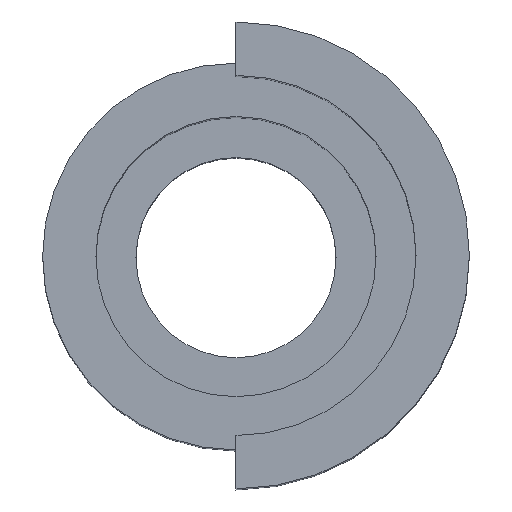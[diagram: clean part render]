
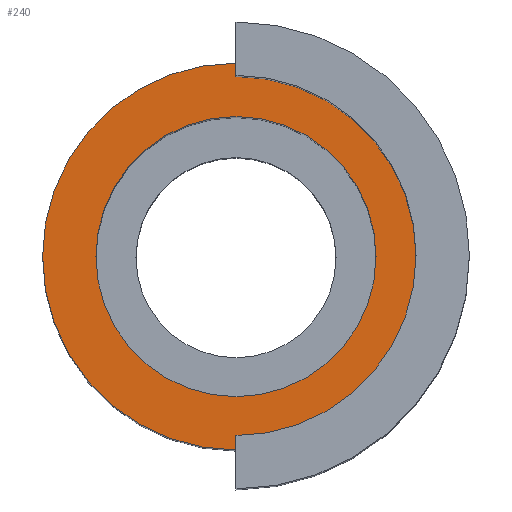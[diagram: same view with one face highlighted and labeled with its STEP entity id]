
A CAD part, top view. The second image highlights one B-rep face of the part: STEP entity #240.
In plain terms, the highlighted planar face has unit normal (0, 0, 1).
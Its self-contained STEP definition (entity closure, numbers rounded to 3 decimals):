
#30=LINE('',#407,#47);
#34=LINE('',#416,#51);
#47=VECTOR('',#333,10.);
#51=VECTOR('',#343,10.);
#58=FACE_BOUND('',#87,.T.);
#71=FACE_OUTER_BOUND('',#86,.T.);
#86=EDGE_LOOP('',(#212,#213,#214,#215));
#87=EDGE_LOOP('',(#216));
#99=CIRCLE('',#270,7.25);
#100=CIRCLE('',#272,6.75);
#103=CIRCLE('',#280,5.25);
#116=VERTEX_POINT('',#391);
#117=VERTEX_POINT('',#394);
#118=VERTEX_POINT('',#398);
#119=VERTEX_POINT('',#399);
#124=VERTEX_POINT('',#420);
#142=EDGE_CURVE('',#116,#117,#99,.T.);
#143=EDGE_CURVE('',#118,#119,#100,.T.);
#147=EDGE_CURVE('',#119,#116,#30,.T.);
#152=EDGE_CURVE('',#117,#118,#34,.T.);
#154=EDGE_CURVE('',#124,#124,#103,.T.);
#212=ORIENTED_EDGE('',*,*,#147,.T.);
#213=ORIENTED_EDGE('',*,*,#142,.T.);
#214=ORIENTED_EDGE('',*,*,#152,.T.);
#215=ORIENTED_EDGE('',*,*,#143,.T.);
#216=ORIENTED_EDGE('',*,*,#154,.T.);
#227=PLANE('',#282);
#240=ADVANCED_FACE('',(#71,#58),#227,.T.);
#270=AXIS2_PLACEMENT_3D('',#396,#321,#322);
#272=AXIS2_PLACEMENT_3D('',#400,#325,#326);
#280=AXIS2_PLACEMENT_3D('',#421,#349,#350);
#282=AXIS2_PLACEMENT_3D('',#425,#354,#355);
#321=DIRECTION('center_axis',(0.,0.,1.));
#322=DIRECTION('ref_axis',(-1.,0.,0.));
#325=DIRECTION('center_axis',(0.,0.,1.));
#326=DIRECTION('ref_axis',(-1.,0.,0.));
#333=DIRECTION('',(0.,1.,0.));
#343=DIRECTION('',(0.,1.,0.));
#349=DIRECTION('center_axis',(0.,0.,-1.));
#350=DIRECTION('ref_axis',(-1.,0.,0.));
#354=DIRECTION('center_axis',(0.,0.,1.));
#355=DIRECTION('ref_axis',(-1.,0.,0.));
#391=CARTESIAN_POINT('',(0.,7.25,44.));
#394=CARTESIAN_POINT('',(0.,-7.25,44.));
#396=CARTESIAN_POINT('Origin',(0.,0.,44.));
#398=CARTESIAN_POINT('',(0.,-6.75,44.));
#399=CARTESIAN_POINT('',(0.,6.75,44.));
#400=CARTESIAN_POINT('Origin',(0.,0.,44.));
#407=CARTESIAN_POINT('',(0.,4.375,44.));
#416=CARTESIAN_POINT('',(0.,-3.375,44.));
#420=CARTESIAN_POINT('',(5.25,0.,44.));
#421=CARTESIAN_POINT('Origin',(0.,0.,44.));
#425=CARTESIAN_POINT('Origin',(0.,0.,44.));
